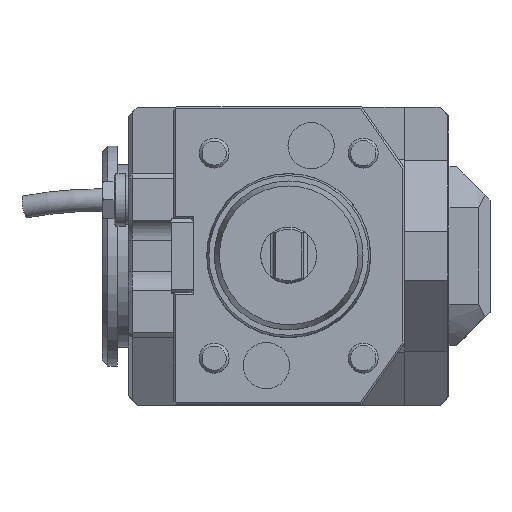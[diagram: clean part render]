
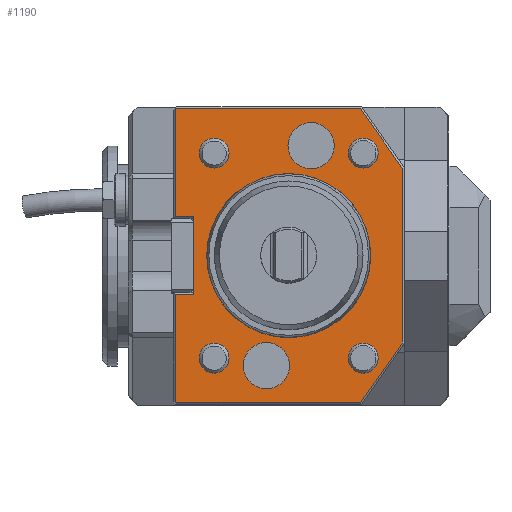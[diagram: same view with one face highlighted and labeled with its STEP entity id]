
A CAD part, top view. The second image highlights one B-rep face of the part: STEP entity #1190.
In plain terms, the highlighted planar face has unit normal (0, 0, 1).
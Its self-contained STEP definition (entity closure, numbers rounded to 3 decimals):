
#325=LINE('',#7039,#633);
#329=LINE('',#7048,#637);
#331=LINE('',#7051,#639);
#336=LINE('',#7061,#644);
#338=LINE('',#7064,#646);
#339=LINE('',#7066,#647);
#342=LINE('',#7072,#650);
#343=LINE('',#7074,#651);
#345=LINE('',#7078,#653);
#347=LINE('',#7082,#655);
#350=LINE('',#7087,#658);
#351=LINE('',#7100,#659);
#633=VECTOR('',#5442,1.);
#637=VECTOR('',#5448,1.);
#639=VECTOR('',#5450,1.);
#644=VECTOR('',#5457,1.);
#646=VECTOR('',#5461,1.);
#647=VECTOR('',#5464,1.);
#650=VECTOR('',#5469,1.);
#651=VECTOR('',#5472,1.);
#653=VECTOR('',#5476,1.);
#655=VECTOR('',#5480,1.);
#658=VECTOR('',#5485,1.);
#659=VECTOR('',#5502,1.);
#893=FACE_BOUND('',#1865,.T.);
#894=FACE_BOUND('',#1866,.T.);
#895=FACE_BOUND('',#1867,.T.);
#896=FACE_BOUND('',#1868,.T.);
#897=FACE_BOUND('',#1869,.T.);
#898=FACE_BOUND('',#1870,.T.);
#899=FACE_BOUND('',#1871,.T.);
#900=FACE_BOUND('',#1872,.T.);
#1190=ADVANCED_FACE('',(#893,#894,#895,#896,#897,#898,#899,#900),#1409,
 .T.);
#1409=PLANE('',#4532);
#1865=EDGE_LOOP('',(#2652));
#1866=EDGE_LOOP('',(#2653));
#1867=EDGE_LOOP('',(#2654));
#1868=EDGE_LOOP('',(#2655));
#1869=EDGE_LOOP('',(#2656));
#1870=EDGE_LOOP('',(#2657,#2658,#2659,#2660,#2661,#2662,#2663,#2664,#2665,
#2666,#2667,#2668));
#1871=EDGE_LOOP('',(#2669));
#1872=EDGE_LOOP('',(#2670));
#2652=ORIENTED_EDGE('',*,*,#3900,.F.);
#2653=ORIENTED_EDGE('',*,*,#3657,.F.);
#2654=ORIENTED_EDGE('',*,*,#3899,.T.);
#2655=ORIENTED_EDGE('',*,*,#3898,.T.);
#2656=ORIENTED_EDGE('',*,*,#3897,.T.);
#2657=ORIENTED_EDGE('',*,*,#3896,.T.);
#2658=ORIENTED_EDGE('',*,*,#3893,.T.);
#2659=ORIENTED_EDGE('',*,*,#3891,.T.);
#2660=ORIENTED_EDGE('',*,*,#3889,.T.);
#2661=ORIENTED_EDGE('',*,*,#3888,.T.);
#2662=ORIENTED_EDGE('',*,*,#3885,.T.);
#2663=ORIENTED_EDGE('',*,*,#3884,.T.);
#2664=ORIENTED_EDGE('',*,*,#3882,.T.);
#2665=ORIENTED_EDGE('',*,*,#3875,.F.);
#2666=ORIENTED_EDGE('',*,*,#3901,.F.);
#2667=ORIENTED_EDGE('',*,*,#3877,.F.);
#2668=ORIENTED_EDGE('',*,*,#3871,.T.);
#2669=ORIENTED_EDGE('',*,*,#3649,.F.);
#2670=ORIENTED_EDGE('',*,*,#3652,.F.);
#3237=VERTEX_POINT('',#6545);
#3240=VERTEX_POINT('',#6554);
#3245=VERTEX_POINT('',#6569);
#3360=VERTEX_POINT('',#6905);
#3378=VERTEX_POINT('',#6958);
#3404=VERTEX_POINT('',#7038);
#3405=VERTEX_POINT('',#7040);
#3408=VERTEX_POINT('',#7047);
#3409=VERTEX_POINT('',#7049);
#3410=VERTEX_POINT('',#7052);
#3411=VERTEX_POINT('',#7056);
#3414=VERTEX_POINT('',#7067);
#3415=VERTEX_POINT('',#7071);
#3416=VERTEX_POINT('',#7075);
#3417=VERTEX_POINT('',#7079);
#3419=VERTEX_POINT('',#7090);
#3420=VERTEX_POINT('',#7093);
#3421=VERTEX_POINT('',#7096);
#3422=VERTEX_POINT('',#7099);
#3649=EDGE_CURVE('',#3237,#3237,#4109,.T.);
#3652=EDGE_CURVE('',#3240,#3240,#4112,.T.);
#3657=EDGE_CURVE('',#3245,#3245,#4117,.T.);
#3871=EDGE_CURVE('',#3405,#3404,#325,.T.);
#3875=EDGE_CURVE('',#3408,#3409,#329,.T.);
#3877=EDGE_CURVE('',#3405,#3410,#331,.T.);
#3882=EDGE_CURVE('',#3411,#3409,#336,.T.);
#3884=EDGE_CURVE('',#3360,#3411,#338,.T.);
#3885=EDGE_CURVE('',#3414,#3360,#339,.T.);
#3888=EDGE_CURVE('',#3415,#3414,#342,.T.);
#3889=EDGE_CURVE('',#3416,#3415,#343,.T.);
#3891=EDGE_CURVE('',#3417,#3416,#345,.T.);
#3893=EDGE_CURVE('',#3378,#3417,#347,.T.);
#3896=EDGE_CURVE('',#3404,#3378,#350,.T.);
#3897=EDGE_CURVE('',#3419,#3419,#4166,.T.);
#3898=EDGE_CURVE('',#3420,#3420,#4167,.T.);
#3899=EDGE_CURVE('',#3421,#3421,#4168,.T.);
#3900=EDGE_CURVE('',#3422,#3422,#4169,.T.);
#3901=EDGE_CURVE('',#3410,#3408,#351,.T.);
#4109=CIRCLE('',#4354,4.);
#4112=CIRCLE('',#4360,4.);
#4117=CIRCLE('',#4370,4.);
#4166=CIRCLE('',#4525,22.);
#4167=CIRCLE('',#4527,6.2);
#4168=CIRCLE('',#4529,6.2);
#4169=CIRCLE('',#4531,4.);
#4354=AXIS2_PLACEMENT_3D('',#6544,#4974,#4975);
#4360=AXIS2_PLACEMENT_3D('',#6553,#4986,#4987);
#4370=AXIS2_PLACEMENT_3D('',#6568,#5006,#5007);
#4525=AXIS2_PLACEMENT_3D('',#7089,#5488,#5489);
#4527=AXIS2_PLACEMENT_3D('',#7092,#5492,#5493);
#4529=AXIS2_PLACEMENT_3D('',#7095,#5496,#5497);
#4531=AXIS2_PLACEMENT_3D('',#7098,#5500,#5501);
#4532=AXIS2_PLACEMENT_3D('',#7101,#5503,#5504);
#4974=DIRECTION('',(0.,0.,1.));
#4975=DIRECTION('',(0.,-1.,0.));
#4986=DIRECTION('',(0.,0.,1.));
#4987=DIRECTION('',(0.,-1.,0.));
#5006=DIRECTION('',(0.,0.,1.));
#5007=DIRECTION('',(0.,-1.,0.));
#5442=DIRECTION('',(-1.,0.,0.));
#5448=DIRECTION('',(0.,1.,0.));
#5450=DIRECTION('',(0.,1.,0.));
#5457=DIRECTION('',(1.,0.,0.));
#5461=DIRECTION('',(0.,-1.,0.));
#5464=DIRECTION('',(-1.,0.,0.));
#5469=DIRECTION('',(-0.574,0.819,0.));
#5472=DIRECTION('',(0.,1.,0.));
#5476=DIRECTION('',(0.574,0.819,0.));
#5480=DIRECTION('',(1.,0.,0.));
#5485=DIRECTION('',(0.,-1.,0.));
#5488=DIRECTION('',(0.,0.,-1.));
#5489=DIRECTION('',(0.,-1.,0.));
#5492=DIRECTION('',(0.,0.,-1.));
#5493=DIRECTION('',(0.,-1.,0.));
#5496=DIRECTION('',(0.,0.,-1.));
#5497=DIRECTION('',(0.,-1.,0.));
#5500=DIRECTION('',(0.,0.,1.));
#5501=DIRECTION('',(0.,-1.,0.));
#5502=DIRECTION('',(0.,1.,0.));
#5503=DIRECTION('',(0.,0.,1.));
#5504=DIRECTION('',(0.,-1.,0.));
#6544=CARTESIAN_POINT('',(-20.,27.5,0.));
#6545=CARTESIAN_POINT('',(-20.,23.5,0.));
#6553=CARTESIAN_POINT('',(-20.,-27.5,0.));
#6554=CARTESIAN_POINT('',(-20.,-31.5,0.));
#6568=CARTESIAN_POINT('',(20.,-27.5,0.));
#6569=CARTESIAN_POINT('',(20.,-31.5,0.));
#6905=CARTESIAN_POINT('',(-30.5,39.5,0.));
#6958=CARTESIAN_POINT('',(-30.5,-39.5,0.));
#7038=CARTESIAN_POINT('',(-30.5,-10.5,0.));
#7039=CARTESIAN_POINT('',(0.,-10.5,0.));
#7040=CARTESIAN_POINT('',(-25.5,-10.5,0.));
#7047=CARTESIAN_POINT('',(-25.5,9.,0.));
#7048=CARTESIAN_POINT('',(-25.5,10.,0.));
#7049=CARTESIAN_POINT('',(-25.5,10.5,0.));
#7051=CARTESIAN_POINT('',(-25.5,10.,0.));
#7052=CARTESIAN_POINT('',(-25.5,-9.,0.));
#7056=CARTESIAN_POINT('',(-30.5,10.5,0.));
#7061=CARTESIAN_POINT('',(0.,10.5,0.));
#7064=CARTESIAN_POINT('',(-30.5,0.,0.));
#7066=CARTESIAN_POINT('',(0.,39.5,0.));
#7067=CARTESIAN_POINT('',(19.24,39.5,0.));
#7071=CARTESIAN_POINT('',(30.5,23.419,0.));
#7072=CARTESIAN_POINT('',(31.469,22.035,0.));
#7074=CARTESIAN_POINT('',(30.5,0.,0.));
#7075=CARTESIAN_POINT('',(30.5,-23.419,0.));
#7078=CARTESIAN_POINT('',(31.469,-22.035,0.));
#7079=CARTESIAN_POINT('',(19.24,-39.5,0.));
#7082=CARTESIAN_POINT('',(0.,-39.5,0.));
#7087=CARTESIAN_POINT('',(-30.5,0.,0.));
#7089=CARTESIAN_POINT('',(0.,0.,0.));
#7090=CARTESIAN_POINT('',(0.,-22.,0.));
#7092=CARTESIAN_POINT('',(-6.,-29.5,0.));
#7093=CARTESIAN_POINT('',(-6.,-35.7,0.));
#7095=CARTESIAN_POINT('',(6.,29.5,0.));
#7096=CARTESIAN_POINT('',(6.,23.3,0.));
#7098=CARTESIAN_POINT('',(20.,27.5,0.));
#7099=CARTESIAN_POINT('',(20.,23.5,0.));
#7100=CARTESIAN_POINT('',(-25.5,10.,0.));
#7101=CARTESIAN_POINT('',(21.491,-12.,0.));
